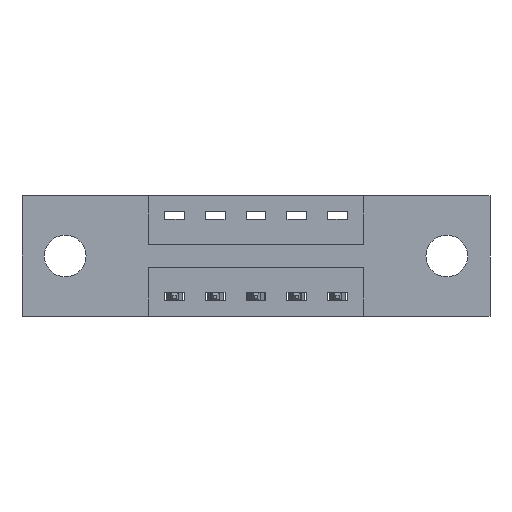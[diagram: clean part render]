
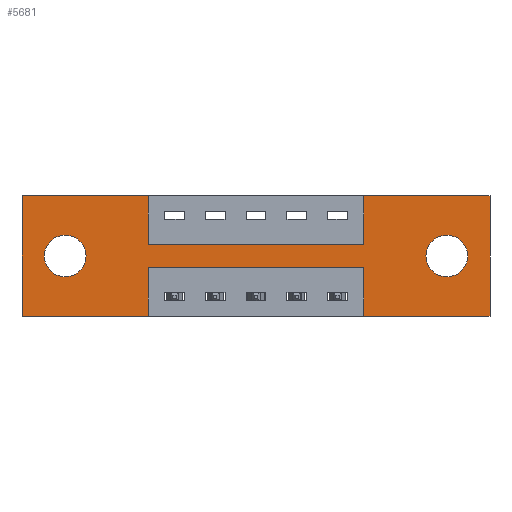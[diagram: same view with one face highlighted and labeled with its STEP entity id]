
A CAD part, front view. The second image highlights one B-rep face of the part: STEP entity #5681.
In plain terms, the highlighted planar face has unit normal (0, -1, 0).
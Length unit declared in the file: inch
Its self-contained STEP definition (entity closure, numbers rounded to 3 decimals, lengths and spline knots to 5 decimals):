
#22 = VECTOR ( 'NONE', #6146, 39.37008 ) ;
#102 = EDGE_CURVE ( 'NONE', #4543, #330, #5472, .T. ) ;
#150 = CARTESIAN_POINT ( 'NONE',  ( 1.0475, 0., -0.37 ) ) ;
#286 = CARTESIAN_POINT ( 'NONE',  ( 1.435, 0., 0. ) ) ;
#330 = VERTEX_POINT ( 'NONE', #286 ) ;
#396 = DIRECTION ( 'NONE',  ( 1., 0., 0. ) ) ;
#429 = AXIS2_PLACEMENT_3D ( 'NONE', #815, #2715, #5230 ) ;
#431 = CARTESIAN_POINT ( 'NONE',  ( 0., 0., -0.37 ) ) ;
#445 = EDGE_CURVE ( 'NONE', #1399, #3454, #1662, .T. ) ;
#479 = LINE ( 'NONE', #2457, #5024 ) ;
#542 = VERTEX_POINT ( 'NONE', #3619 ) ;
#658 = VECTOR ( 'NONE', #6070, 39.37008 ) ;
#724 = VECTOR ( 'NONE', #792, 39.37008 ) ;
#749 = DIRECTION ( 'NONE',  ( -1., 0., 0. ) ) ;
#792 = DIRECTION ( 'NONE',  ( 0., 0., 1. ) ) ;
#807 = CARTESIAN_POINT ( 'NONE',  ( 0.3875, 0., -0.15 ) ) ;
#815 = CARTESIAN_POINT ( 'NONE',  ( 0.1325, 0., -0.185 ) ) ;
#880 = VERTEX_POINT ( 'NONE', #1686 ) ;
#890 = EDGE_CURVE ( 'NONE', #6175, #7118, #3201, .T. ) ;
#902 = EDGE_CURVE ( 'NONE', #330, #1399, #1089, .T. ) ;
#952 = EDGE_CURVE ( 'NONE', #2182, #1055, #479, .T. ) ;
#961 = CARTESIAN_POINT ( 'NONE',  ( 1.0475, 0., -0.37 ) ) ;
#964 = AXIS2_PLACEMENT_3D ( 'NONE', #2230, #3273, #2455 ) ;
#965 = ORIENTED_EDGE ( 'NONE', *, *, #102, .F. ) ;
#1004 = EDGE_CURVE ( 'NONE', #3454, #3615, #7017, .T. ) ;
#1055 = VERTEX_POINT ( 'NONE', #807 ) ;
#1078 = EDGE_CURVE ( 'NONE', #542, #6217, #2920, .T. ) ;
#1089 = LINE ( 'NONE', #6759, #7121 ) ;
#1157 = ORIENTED_EDGE ( 'NONE', *, *, #890, .T. ) ;
#1366 = ORIENTED_EDGE ( 'NONE', *, *, #6152, .F. ) ;
#1399 = VERTEX_POINT ( 'NONE', #7212 ) ;
#1494 = VECTOR ( 'NONE', #7406, 39.37008 ) ;
#1503 = DIRECTION ( 'NONE',  ( 0., 1., 0. ) ) ;
#1551 = ORIENTED_EDGE ( 'NONE', *, *, #7450, .F. ) ;
#1583 = FACE_BOUND ( 'NONE', #5318, .T. ) ;
#1662 = LINE ( 'NONE', #431, #22 ) ;
#1680 = CARTESIAN_POINT ( 'NONE',  ( 0.3875, 0., -0.37 ) ) ;
#1686 = CARTESIAN_POINT ( 'NONE',  ( 0., 0., -0.37 ) ) ;
#1809 = ORIENTED_EDGE ( 'NONE', *, *, #445, .F. ) ;
#2033 = DIRECTION ( 'NONE',  ( 0., 0., 1. ) ) ;
#2092 = EDGE_LOOP ( 'NONE', ( #2502, #7818 ) ) ;
#2182 = VERTEX_POINT ( 'NONE', #3800 ) ;
#2208 = ORIENTED_EDGE ( 'NONE', *, *, #7877, .F. ) ;
#2230 = CARTESIAN_POINT ( 'NONE',  ( 0., 0., -0.37 ) ) ;
#2249 = CIRCLE ( 'NONE', #6855, 0.064 ) ;
#2276 = CARTESIAN_POINT ( 'NONE',  ( 0.3875, 0., -0.37 ) ) ;
#2297 = LINE ( 'NONE', #1680, #1494 ) ;
#2414 = DIRECTION ( 'NONE',  ( 0., 0., -1. ) ) ;
#2455 = DIRECTION ( 'NONE',  ( 0., 0., -1. ) ) ;
#2457 = CARTESIAN_POINT ( 'NONE',  ( 0.3875, 0., 0. ) ) ;
#2502 = ORIENTED_EDGE ( 'NONE', *, *, #1078, .T. ) ;
#2551 = ORIENTED_EDGE ( 'NONE', *, *, #7307, .F. ) ;
#2565 = LINE ( 'NONE', #7577, #724 ) ;
#2715 = DIRECTION ( 'NONE',  ( 0., 1., 0. ) ) ;
#2725 = DIRECTION ( 'NONE',  ( 0., 0., -1. ) ) ;
#2758 = DIRECTION ( 'NONE',  ( 0., 1., 0. ) ) ;
#2779 = DIRECTION ( 'NONE',  ( 0., 0., -1. ) ) ;
#2793 = EDGE_LOOP ( 'NONE', ( #3091, #2208, #4157, #1809, #3507, #965, #6215, #2551, #4060, #1551, #1366, #6069 ) ) ;
#2920 = CIRCLE ( 'NONE', #8038, 0.064 ) ;
#3091 = ORIENTED_EDGE ( 'NONE', *, *, #6021, .F. ) ;
#3136 = LINE ( 'NONE', #6373, #5822 ) ;
#3156 = CARTESIAN_POINT ( 'NONE',  ( 1.0475, 0., 0. ) ) ;
#3201 = CIRCLE ( 'NONE', #6854, 0.064 ) ;
#3273 = DIRECTION ( 'NONE',  ( 0., -1., 0. ) ) ;
#3316 = CARTESIAN_POINT ( 'NONE',  ( 1.3025, 0., -0.185 ) ) ;
#3355 = EDGE_CURVE ( 'NONE', #4309, #4543, #6963, .T. ) ;
#3454 = VERTEX_POINT ( 'NONE', #961 ) ;
#3487 = CARTESIAN_POINT ( 'NONE',  ( 1.0475, 0., -0.15 ) ) ;
#3507 = ORIENTED_EDGE ( 'NONE', *, *, #902, .F. ) ;
#3510 = LINE ( 'NONE', #5453, #5181 ) ;
#3615 = VERTEX_POINT ( 'NONE', #4947 ) ;
#3619 = CARTESIAN_POINT ( 'NONE',  ( 1.3025, 0., -0.121 ) ) ;
#3800 = CARTESIAN_POINT ( 'NONE',  ( 0.3875, 0., 0. ) ) ;
#3876 = CARTESIAN_POINT ( 'NONE',  ( 1.3025, 0., -0.249 ) ) ;
#3904 = EDGE_CURVE ( 'NONE', #4291, #880, #4029, .T. ) ;
#4029 = LINE ( 'NONE', #7809, #658 ) ;
#4060 = ORIENTED_EDGE ( 'NONE', *, *, #952, .F. ) ;
#4099 = PLANE ( 'NONE',  #964 ) ;
#4157 = ORIENTED_EDGE ( 'NONE', *, *, #1004, .F. ) ;
#4291 = VERTEX_POINT ( 'NONE', #2276 ) ;
#4309 = VERTEX_POINT ( 'NONE', #3487 ) ;
#4421 = LINE ( 'NONE', #5657, #7674 ) ;
#4458 = DIRECTION ( 'NONE',  ( 1., 0., 0. ) ) ;
#4543 = VERTEX_POINT ( 'NONE', #5824 ) ;
#4873 = DIRECTION ( 'NONE',  ( 0., 1., 0. ) ) ;
#4925 = DIRECTION ( 'NONE',  ( 0., 0., -1. ) ) ;
#4947 = CARTESIAN_POINT ( 'NONE',  ( 1.0475, 0., -0.22 ) ) ;
#5024 = VECTOR ( 'NONE', #4925, 39.37008 ) ;
#5053 = EDGE_CURVE ( 'NONE', #6217, #542, #2249, .T. ) ;
#5069 = CARTESIAN_POINT ( 'NONE',  ( 0.1325, 0., -0.121 ) ) ;
#5092 = CARTESIAN_POINT ( 'NONE',  ( 0.1325, 0., -0.249 ) ) ;
#5181 = VECTOR ( 'NONE', #7984, 39.37008 ) ;
#5230 = DIRECTION ( 'NONE',  ( 0., 0., 1. ) ) ;
#5276 = CARTESIAN_POINT ( 'NONE',  ( 1.3025, 0., -0.185 ) ) ;
#5318 = EDGE_LOOP ( 'NONE', ( #1157, #6111 ) ) ;
#5453 = CARTESIAN_POINT ( 'NONE',  ( 0.3875, 0., -0.15 ) ) ;
#5457 = EDGE_CURVE ( 'NONE', #7118, #6175, #7140, .T. ) ;
#5472 = LINE ( 'NONE', #7961, #6182 ) ;
#5646 = CARTESIAN_POINT ( 'NONE',  ( 0.3875, 0., -0.22 ) ) ;
#5657 = CARTESIAN_POINT ( 'NONE',  ( 0., 0., 0. ) ) ;
#5681 = ADVANCED_FACE ( 'NONE', ( #7225, #1583, #7873 ), #4099, .T. ) ;
#5822 = VECTOR ( 'NONE', #749, 39.37008 ) ;
#5824 = CARTESIAN_POINT ( 'NONE',  ( 1.0475, 0., 0. ) ) ;
#5838 = VECTOR ( 'NONE', #2033, 39.37008 ) ;
#5856 = VERTEX_POINT ( 'NONE', #5980 ) ;
#5980 = CARTESIAN_POINT ( 'NONE',  ( 0., 0., 0. ) ) ;
#6021 = EDGE_CURVE ( 'NONE', #6251, #4291, #2297, .T. ) ;
#6069 = ORIENTED_EDGE ( 'NONE', *, *, #3904, .F. ) ;
#6070 = DIRECTION ( 'NONE',  ( -1., 0., 0. ) ) ;
#6111 = ORIENTED_EDGE ( 'NONE', *, *, #5457, .T. ) ;
#6146 = DIRECTION ( 'NONE',  ( -1., 0., 0. ) ) ;
#6152 = EDGE_CURVE ( 'NONE', #880, #5856, #2565, .T. ) ;
#6175 = VERTEX_POINT ( 'NONE', #5069 ) ;
#6182 = VECTOR ( 'NONE', #396, 39.37008 ) ;
#6215 = ORIENTED_EDGE ( 'NONE', *, *, #3355, .F. ) ;
#6217 = VERTEX_POINT ( 'NONE', #3876 ) ;
#6251 = VERTEX_POINT ( 'NONE', #5646 ) ;
#6314 = DIRECTION ( 'NONE',  ( 0., 0., 1. ) ) ;
#6373 = CARTESIAN_POINT ( 'NONE',  ( 0.3875, 0., -0.22 ) ) ;
#6759 = CARTESIAN_POINT ( 'NONE',  ( 1.435, 0., 0. ) ) ;
#6854 = AXIS2_PLACEMENT_3D ( 'NONE', #7384, #4873, #7430 ) ;
#6855 = AXIS2_PLACEMENT_3D ( 'NONE', #5276, #2758, #2725 ) ;
#6963 = LINE ( 'NONE', #3156, #5838 ) ;
#7017 = LINE ( 'NONE', #150, #7386 ) ;
#7118 = VERTEX_POINT ( 'NONE', #5092 ) ;
#7121 = VECTOR ( 'NONE', #2414, 39.37008 ) ;
#7140 = CIRCLE ( 'NONE', #429, 0.064 ) ;
#7212 = CARTESIAN_POINT ( 'NONE',  ( 1.435, 0., -0.37 ) ) ;
#7225 = FACE_BOUND ( 'NONE', #2092, .T. ) ;
#7307 = EDGE_CURVE ( 'NONE', #1055, #4309, #3510, .T. ) ;
#7384 = CARTESIAN_POINT ( 'NONE',  ( 0.1325, 0., -0.185 ) ) ;
#7386 = VECTOR ( 'NONE', #6314, 39.37008 ) ;
#7406 = DIRECTION ( 'NONE',  ( 0., 0., -1. ) ) ;
#7430 = DIRECTION ( 'NONE',  ( 0., 0., 1. ) ) ;
#7450 = EDGE_CURVE ( 'NONE', #5856, #2182, #4421, .T. ) ;
#7577 = CARTESIAN_POINT ( 'NONE',  ( 0., 0., 0. ) ) ;
#7674 = VECTOR ( 'NONE', #4458, 39.37008 ) ;
#7809 = CARTESIAN_POINT ( 'NONE',  ( 0., 0., -0.37 ) ) ;
#7818 = ORIENTED_EDGE ( 'NONE', *, *, #5053, .T. ) ;
#7873 = FACE_OUTER_BOUND ( 'NONE', #2793, .T. ) ;
#7877 = EDGE_CURVE ( 'NONE', #3615, #6251, #3136, .T. ) ;
#7961 = CARTESIAN_POINT ( 'NONE',  ( 0., 0., 0. ) ) ;
#7984 = DIRECTION ( 'NONE',  ( 1., 0., 0. ) ) ;
#8038 = AXIS2_PLACEMENT_3D ( 'NONE', #3316, #1503, #2779 ) ;
